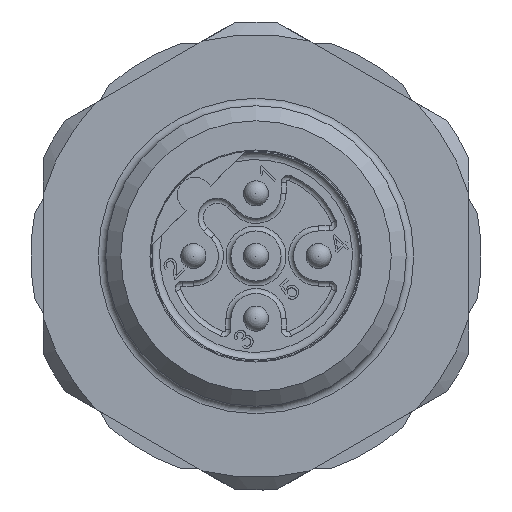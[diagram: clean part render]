
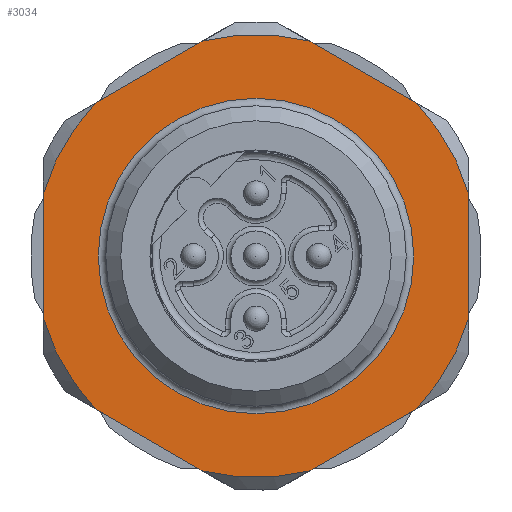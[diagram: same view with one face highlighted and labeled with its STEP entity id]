
A CAD part, front view. The second image highlights one B-rep face of the part: STEP entity #3034.
In plain terms, the highlighted planar face has unit normal (0, -1, 0).
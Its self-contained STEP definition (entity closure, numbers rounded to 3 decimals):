
#506=PLANE('',#3771);
#613=LINE('',#5158,#810);
#614=LINE('',#5159,#811);
#615=LINE('',#5160,#812);
#616=LINE('',#5161,#813);
#617=LINE('',#5162,#814);
#618=LINE('',#5163,#815);
#810=VECTOR('',#4175,1.);
#811=VECTOR('',#4176,1.);
#812=VECTOR('',#4177,1.);
#813=VECTOR('',#4178,1.);
#814=VECTOR('',#4179,1.);
#815=VECTOR('',#4180,1.);
#1035=EDGE_LOOP('',(#1374));
#1036=EDGE_LOOP('',(#1375,#1376,#1377,#1378,#1379,#1380,#1381,#1382,#1383,
#1384,#1385,#1386));
#1374=ORIENTED_EDGE('',*,*,#2378,.T.);
#1375=ORIENTED_EDGE('',*,*,#2361,.F.);
#1376=ORIENTED_EDGE('',*,*,#2379,.T.);
#1377=ORIENTED_EDGE('',*,*,#2363,.F.);
#1378=ORIENTED_EDGE('',*,*,#2380,.T.);
#1379=ORIENTED_EDGE('',*,*,#2376,.F.);
#1380=ORIENTED_EDGE('',*,*,#2381,.T.);
#1381=ORIENTED_EDGE('',*,*,#2373,.F.);
#1382=ORIENTED_EDGE('',*,*,#2382,.T.);
#1383=ORIENTED_EDGE('',*,*,#2370,.F.);
#1384=ORIENTED_EDGE('',*,*,#2383,.T.);
#1385=ORIENTED_EDGE('',*,*,#2367,.F.);
#1386=ORIENTED_EDGE('',*,*,#2384,.T.);
#2361=EDGE_CURVE('',#3411,#3412,#2850,.T.);
#2363=EDGE_CURVE('',#3413,#3414,#2851,.T.);
#2367=EDGE_CURVE('',#3415,#3416,#2852,.T.);
#2370=EDGE_CURVE('',#3417,#3418,#2853,.T.);
#2373=EDGE_CURVE('',#3419,#3420,#2854,.T.);
#2376=EDGE_CURVE('',#3421,#3422,#2855,.T.);
#2378=EDGE_CURVE('',#3423,#3423,#2856,.T.);
#2379=EDGE_CURVE('',#3411,#3414,#613,.T.);
#2380=EDGE_CURVE('',#3413,#3422,#614,.T.);
#2381=EDGE_CURVE('',#3421,#3420,#615,.T.);
#2382=EDGE_CURVE('',#3419,#3418,#616,.T.);
#2383=EDGE_CURVE('',#3417,#3416,#617,.T.);
#2384=EDGE_CURVE('',#3415,#3412,#618,.T.);
#2850=CIRCLE('',#3758,8.85);
#2851=CIRCLE('',#3760,8.85);
#2852=CIRCLE('',#3762,8.85);
#2853=CIRCLE('',#3764,8.85);
#2854=CIRCLE('',#3766,8.85);
#2855=CIRCLE('',#3768,8.85);
#2856=CIRCLE('',#3770,6.3);
#3034=ADVANCED_FACE('',(#3264,#3265),#506,.T.);
#3264=FACE_BOUND('',#1035,.T.);
#3265=FACE_BOUND('',#1036,.T.);
#3411=VERTEX_POINT('',#5088);
#3412=VERTEX_POINT('',#5090);
#3413=VERTEX_POINT('',#5097);
#3414=VERTEX_POINT('',#5098);
#3415=VERTEX_POINT('',#5112);
#3416=VERTEX_POINT('',#5114);
#3417=VERTEX_POINT('',#5124);
#3418=VERTEX_POINT('',#5126);
#3419=VERTEX_POINT('',#5136);
#3420=VERTEX_POINT('',#5138);
#3421=VERTEX_POINT('',#5148);
#3422=VERTEX_POINT('',#5150);
#3423=VERTEX_POINT('',#5157);
#3758=AXIS2_PLACEMENT_3D('',#5089,#4149,#4150);
#3760=AXIS2_PLACEMENT_3D('',#5096,#4153,#4154);
#3762=AXIS2_PLACEMENT_3D('',#5113,#4157,#4158);
#3764=AXIS2_PLACEMENT_3D('',#5125,#4161,#4162);
#3766=AXIS2_PLACEMENT_3D('',#5137,#4165,#4166);
#3768=AXIS2_PLACEMENT_3D('',#5149,#4169,#4170);
#3770=AXIS2_PLACEMENT_3D('',#5156,#4173,#4174);
#3771=AXIS2_PLACEMENT_3D('',#5164,#4181,#4182);
#4149=DIRECTION('',(0.,1.,0.));
#4150=DIRECTION('',(0.5,0.,-0.866));
#4153=DIRECTION('',(0.,1.,0.));
#4154=DIRECTION('',(0.5,0.,-0.866));
#4157=DIRECTION('',(0.,1.,0.));
#4158=DIRECTION('',(0.5,0.,-0.866));
#4161=DIRECTION('',(0.,1.,0.));
#4162=DIRECTION('',(0.5,0.,-0.866));
#4165=DIRECTION('',(0.,1.,0.));
#4166=DIRECTION('',(0.5,0.,-0.866));
#4169=DIRECTION('',(0.,1.,0.));
#4170=DIRECTION('',(0.5,0.,-0.866));
#4173=DIRECTION('',(0.,1.,0.));
#4174=DIRECTION('',(0.5,0.,-0.866));
#4175=DIRECTION('',(-0.866,0.,0.5));
#4176=DIRECTION('',(-0.866,0.,-0.5));
#4177=DIRECTION('',(0.,0.,-1.));
#4178=DIRECTION('',(0.866,0.,-0.5));
#4179=DIRECTION('',(0.866,0.,0.5));
#4180=DIRECTION('',(0.,0.,1.));
#4181=DIRECTION('',(0.,-1.,0.));
#4182=DIRECTION('',(-0.5,0.,0.866));
#5088=CARTESIAN_POINT('',(6.384,10.1,6.129));
#5089=CARTESIAN_POINT('',(0.,10.1,0.));
#5090=CARTESIAN_POINT('',(8.5,10.1,2.464));
#5096=CARTESIAN_POINT('',(0.,10.1,0.));
#5097=CARTESIAN_POINT('',(-2.116,10.1,8.593));
#5098=CARTESIAN_POINT('',(2.116,10.1,8.593));
#5112=CARTESIAN_POINT('',(8.5,10.1,-2.464));
#5113=CARTESIAN_POINT('',(0.,10.1,0.));
#5114=CARTESIAN_POINT('',(6.384,10.1,-6.129));
#5124=CARTESIAN_POINT('',(2.116,10.1,-8.593));
#5125=CARTESIAN_POINT('',(0.,10.1,0.));
#5126=CARTESIAN_POINT('',(-2.116,10.1,-8.593));
#5136=CARTESIAN_POINT('',(-6.384,10.1,-6.129));
#5137=CARTESIAN_POINT('',(0.,10.1,0.));
#5138=CARTESIAN_POINT('',(-8.5,10.1,-2.464));
#5148=CARTESIAN_POINT('',(-8.5,10.1,2.464));
#5149=CARTESIAN_POINT('',(0.,10.1,0.));
#5150=CARTESIAN_POINT('',(-6.384,10.1,6.129));
#5156=CARTESIAN_POINT('',(0.,10.1,0.));
#5157=CARTESIAN_POINT('',(3.15,10.1,-5.456));
#5158=CARTESIAN_POINT('',(0.418,10.1,9.574));
#5159=CARTESIAN_POINT('',(-11.914,10.1,2.936));
#5160=CARTESIAN_POINT('',(-8.5,10.1,-4.425));
#5161=CARTESIAN_POINT('',(-8.082,10.1,-5.149));
#5162=CARTESIAN_POINT('',(-3.414,10.1,-11.786));
#5163=CARTESIAN_POINT('',(8.5,10.1,-4.425));
#5164=CARTESIAN_POINT('',(-7.664,10.1,-4.425));
